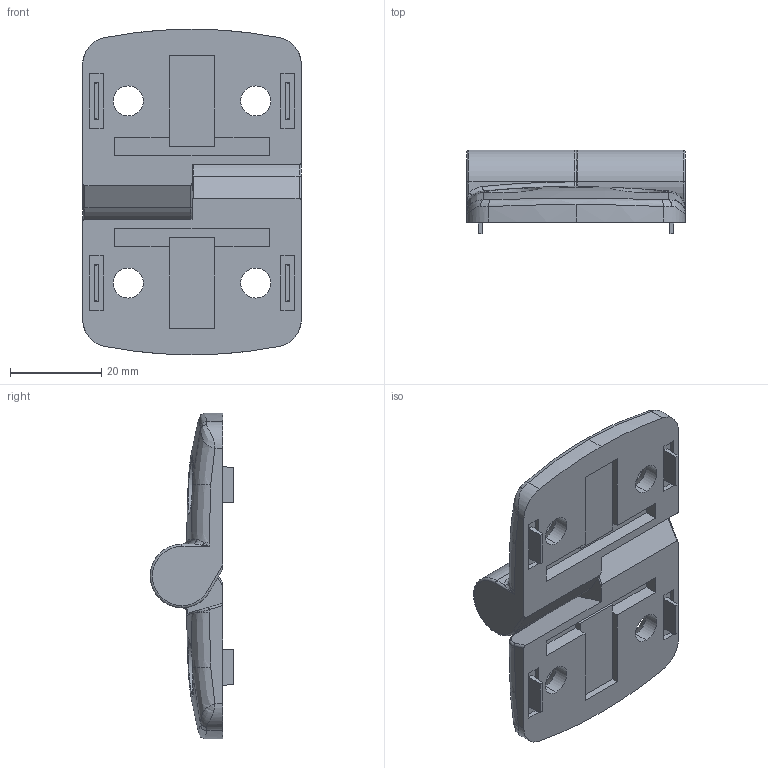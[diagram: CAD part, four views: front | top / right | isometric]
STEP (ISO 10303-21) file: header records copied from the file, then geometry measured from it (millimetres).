
FILE_DESCRIPTION (( 'STEP AP214' ), '1' );
FILE_NAME ('095k3535r08.STEP', '2014-08-13T10:54:31', ( '' ), ( '' ), 'SwSTEP 2.0', 'SolidWorks 2014', '' );
FILE_SCHEMA (( 'AUTOMOTIVE_DESIGN' ));
Length unit declared in the file: millimetre
Products named in the file (3): 095k-01_6-41; 095k35r00_095 k 35 r08; 095k3535r08
Assembly tree (3 placements, depth 2):
  095k3535r08
    095k35r00_095 k 35 r08  x2
    095k-01_6-41
Bounding box: 48 x 18.4 x 71.5 mm (x, y, z)
Volume: 23040.7 mm3; surface area: 12077.9 mm2
Topology: 3 solids, 3 shells, 194 faces, 482 edges, 298 vertices
Faces by surface type: plane 88, cylinder 46, bspline 36, cone 12, torus 12
Entity records: 4134 total; most frequent: CARTESIAN_POINT 1713, ORIENTED_EDGE 502, DIRECTION 435, EDGE_CURVE 251, VERTEX_POINT 157, AXIS2_PLACEMENT_3D 153, LINE 129, VECTOR 129
